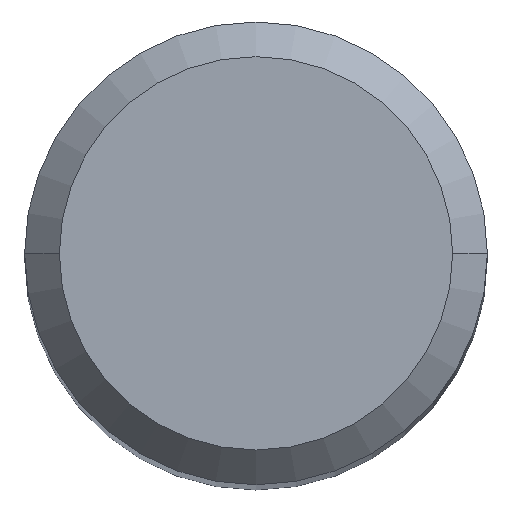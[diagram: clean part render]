
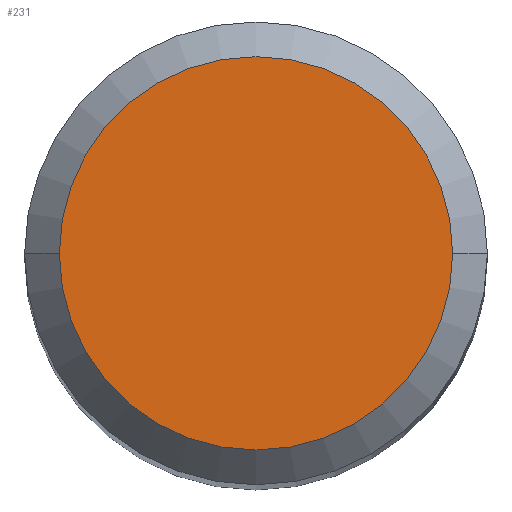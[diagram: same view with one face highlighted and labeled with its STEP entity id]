
A CAD part, top view. The second image highlights one B-rep face of the part: STEP entity #231.
In plain terms, the highlighted planar face has unit normal (0, 0, 1).
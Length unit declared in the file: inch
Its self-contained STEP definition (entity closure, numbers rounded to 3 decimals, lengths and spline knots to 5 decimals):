
#43 = CARTESIAN_POINT ( 'NONE',  ( 0.16732, 0., 0. ) ) ;
#53 = AXIS2_PLACEMENT_3D ( 'NONE', #138, #131, #400 ) ;
#80 = CIRCLE ( 'NONE', #180, 0.16732 ) ;
#81 = EDGE_CURVE ( 'NONE', #128, #137, #80, .T. ) ;
#92 = DIRECTION ( 'NONE',  ( 1., 0., 0. ) ) ;
#128 = VERTEX_POINT ( 'NONE', #43 ) ;
#131 = DIRECTION ( 'NONE',  ( 0., 0., -1. ) ) ;
#132 = DIRECTION ( 'NONE',  ( 0., 0., 1. ) ) ;
#135 = DIRECTION ( 'NONE',  ( 1., 0., 0. ) ) ;
#137 = VERTEX_POINT ( 'NONE', #145 ) ;
#138 = CARTESIAN_POINT ( 'NONE',  ( 0., 0., 0. ) ) ;
#145 = CARTESIAN_POINT ( 'NONE',  ( -0.16732, 0., 0. ) ) ;
#175 = DIRECTION ( 'NONE',  ( 0., 0., 1. ) ) ;
#180 = AXIS2_PLACEMENT_3D ( 'NONE', #331, #175, #135 ) ;
#185 = FACE_OUTER_BOUND ( 'NONE', #357, .T. ) ;
#194 = AXIS2_PLACEMENT_3D ( 'NONE', #329, #132, #92 ) ;
#231 = ADVANCED_FACE ( 'NONE', ( #185 ), #253, .F. ) ;
#253 = PLANE ( 'NONE',  #53 ) ;
#329 = CARTESIAN_POINT ( 'NONE',  ( 0., 0., 0. ) ) ;
#331 = CARTESIAN_POINT ( 'NONE',  ( 0., 0., 0. ) ) ;
#357 = EDGE_LOOP ( 'NONE', ( #370, #389 ) ) ;
#370 = ORIENTED_EDGE ( 'NONE', *, *, #403, .T. ) ;
#384 = CIRCLE ( 'NONE', #194, 0.16732 ) ;
#389 = ORIENTED_EDGE ( 'NONE', *, *, #81, .T. ) ;
#400 = DIRECTION ( 'NONE',  ( -1., 0., 0. ) ) ;
#403 = EDGE_CURVE ( 'NONE', #137, #128, #384, .T. ) ;
